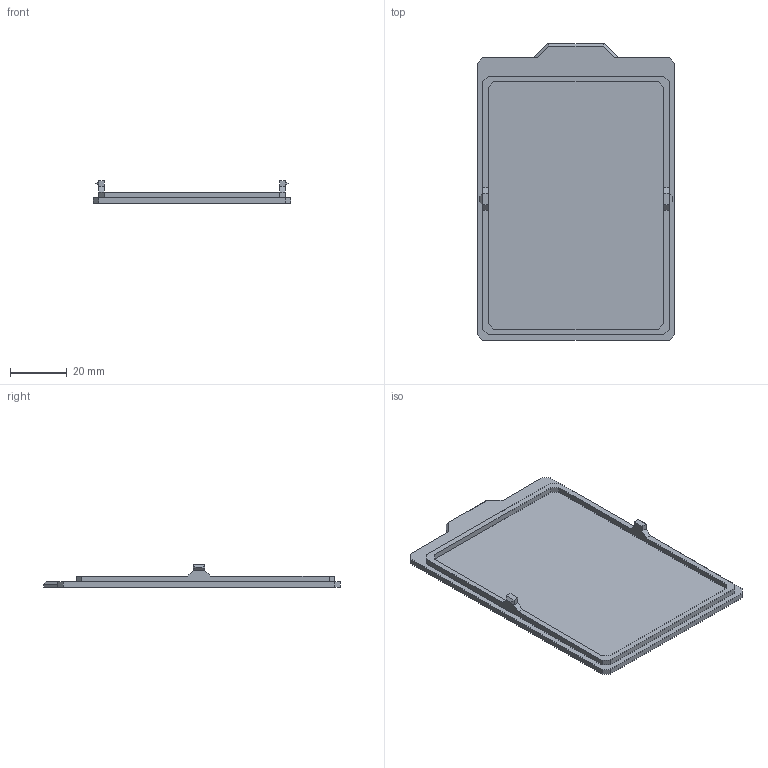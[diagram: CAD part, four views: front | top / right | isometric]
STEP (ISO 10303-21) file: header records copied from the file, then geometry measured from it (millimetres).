
FILE_DESCRIPTION(('STEP AP242'), '1');
FILE_NAME('ItemScrewBoxCover_70x100', '', ('UNSPECIFIED'), ('UNSPECIFIED'), 'C3D Converter', 'C3D Toolkit', '');
FILE_SCHEMA(('AP242_MANAGED_MODEL_BASED_3D_ENGINEERING_MIM_LF { 1 0 10303 442 1 1 4 }'));
Length unit declared in the file: millimetre
Bounding box: 70 x 105 x 8 mm (x, y, z)
Volume: 15532.2 mm3; surface area: 16212.1 mm2
Topology: 1 solids, 1 shells, 54 faces, 139 edges, 88 vertices
Faces by surface type: plane 54
Entity records: 1626 total; most frequent: CARTESIAN_POINT 282, ORIENTED_EDGE 278, DIRECTION 249, EDGE_CURVE 139, LINE 139, VECTOR 139, VERTEX_POINT 88, AXIS2_PLACEMENT_3D 55
